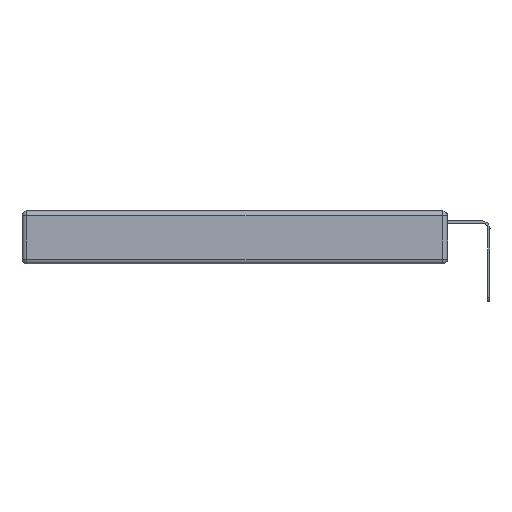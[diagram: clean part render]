
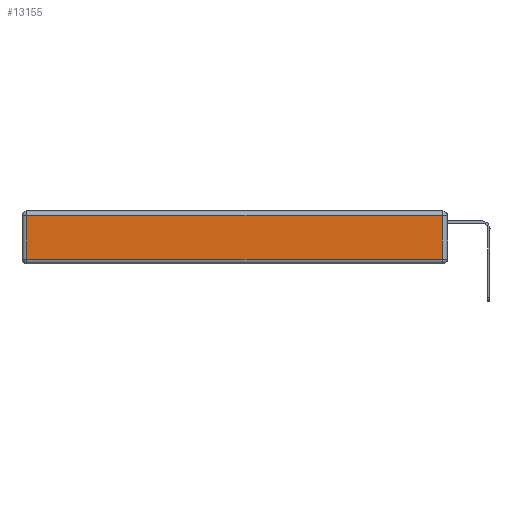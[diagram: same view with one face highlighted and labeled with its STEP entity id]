
A CAD part, left-side view. The second image highlights one B-rep face of the part: STEP entity #13155.
In plain terms, the highlighted planar face has unit normal (-1, 0, 0).
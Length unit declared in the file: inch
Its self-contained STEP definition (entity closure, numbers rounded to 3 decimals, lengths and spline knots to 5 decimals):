
#149 = ORIENTED_EDGE ( 'NONE', *, *, #4207, .T. ) ;
#239 = VERTEX_POINT ( 'NONE', #12791 ) ;
#638 = ORIENTED_EDGE ( 'NONE', *, *, #6449, .T. ) ;
#656 = CARTESIAN_POINT ( 'NONE',  ( 0., 0., -0.343 ) ) ;
#745 = PLANE ( 'NONE',  #7619 ) ;
#1023 = ORIENTED_EDGE ( 'NONE', *, *, #4288, .T. ) ;
#1433 = FACE_OUTER_BOUND ( 'NONE', #13913, .T. ) ;
#2602 = ORIENTED_EDGE ( 'NONE', *, *, #11712, .T. ) ;
#3725 = VECTOR ( 'NONE', #13724, 39.37008 ) ;
#3775 = LINE ( 'NONE', #7585, #3933 ) ;
#3933 = VECTOR ( 'NONE', #10893, 39.37008 ) ;
#4207 = EDGE_CURVE ( 'NONE', #7988, #239, #9339, .T. ) ;
#4288 = EDGE_CURVE ( 'NONE', #239, #4780, #3775, .T. ) ;
#4780 = VERTEX_POINT ( 'NONE', #8578 ) ;
#5389 = CARTESIAN_POINT ( 'NONE',  ( 0., 2.75, -0.03 ) ) ;
#5461 = VECTOR ( 'NONE', #11979, 39.37008 ) ;
#5532 = DIRECTION ( 'NONE',  ( 0., 1., 0. ) ) ;
#5936 = CARTESIAN_POINT ( 'NONE',  ( 0., 0.03, -0.03 ) ) ;
#6447 = VECTOR ( 'NONE', #5532, 39.37008 ) ;
#6449 = EDGE_CURVE ( 'NONE', #4780, #7707, #12995, .T. ) ;
#7585 = CARTESIAN_POINT ( 'NONE',  ( 0., 2.72, -0.343 ) ) ;
#7614 = CARTESIAN_POINT ( 'NONE',  ( 0., 0.03, -0.313 ) ) ;
#7619 = AXIS2_PLACEMENT_3D ( 'NONE', #656, #12564, #11503 ) ;
#7676 = LINE ( 'NONE', #12065, #5461 ) ;
#7707 = VERTEX_POINT ( 'NONE', #7614 ) ;
#7988 = VERTEX_POINT ( 'NONE', #5936 ) ;
#8578 = CARTESIAN_POINT ( 'NONE',  ( 0., 2.72, -0.313 ) ) ;
#9339 = LINE ( 'NONE', #5389, #6447 ) ;
#10668 = CARTESIAN_POINT ( 'NONE',  ( 0., 0., -0.313 ) ) ;
#10893 = DIRECTION ( 'NONE',  ( 0., 0., -1. ) ) ;
#11503 = DIRECTION ( 'NONE',  ( 0., 0., 1. ) ) ;
#11712 = EDGE_CURVE ( 'NONE', #7707, #7988, #7676, .T. ) ;
#11979 = DIRECTION ( 'NONE',  ( 0., 0., 1. ) ) ;
#12065 = CARTESIAN_POINT ( 'NONE',  ( 0., 0.03, -0.343 ) ) ;
#12564 = DIRECTION ( 'NONE',  ( -1., 0., 0. ) ) ;
#12791 = CARTESIAN_POINT ( 'NONE',  ( 0., 2.72, -0.03 ) ) ;
#12995 = LINE ( 'NONE', #10668, #3725 ) ;
#13155 = ADVANCED_FACE ( 'NONE', ( #1433 ), #745, .T. ) ;
#13724 = DIRECTION ( 'NONE',  ( 0., -1., 0. ) ) ;
#13913 = EDGE_LOOP ( 'NONE', ( #638, #2602, #149, #1023 ) ) ;
